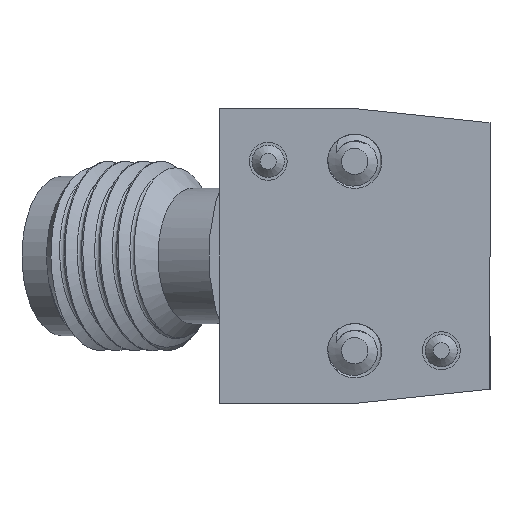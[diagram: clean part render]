
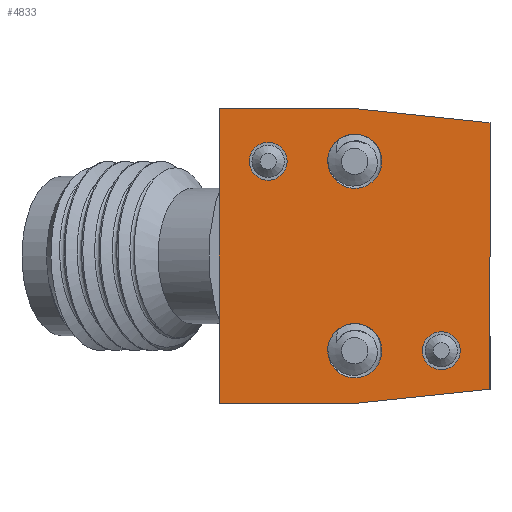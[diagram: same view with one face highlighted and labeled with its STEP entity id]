
A CAD part, front view. The second image highlights one B-rep face of the part: STEP entity #4833.
In plain terms, the highlighted planar face has unit normal (0, -1, 0).
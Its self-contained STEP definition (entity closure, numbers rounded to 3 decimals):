
#17 = DIRECTION ( 'NONE',  ( 0., 0., 1. ) ) ;
#37 = AXIS2_PLACEMENT_3D ( 'NONE', #3817, #6502, #458 ) ;
#179 = VECTOR ( 'NONE', #502, 1000. ) ;
#240 = EDGE_LOOP ( 'NONE', ( #3994 ) ) ;
#353 = AXIS2_PLACEMENT_3D ( 'NONE', #8367, #1009, #3703 ) ;
#411 = LINE ( 'NONE', #7774, #2417 ) ;
#457 = DIRECTION ( 'NONE',  ( 0., 1., 0. ) ) ;
#458 = DIRECTION ( 'NONE',  ( 0., 0., 1. ) ) ;
#484 = CARTESIAN_POINT ( 'NONE',  ( -3.2, 0., 4.2 ) ) ;
#502 = DIRECTION ( 'NONE',  ( 0., 0., -1. ) ) ;
#772 = VERTEX_POINT ( 'NONE', #5599 ) ;
#865 = ORIENTED_EDGE ( 'NONE', *, *, #5855, .T. ) ;
#1009 = DIRECTION ( 'NONE',  ( 0., -1., 0. ) ) ;
#1017 = EDGE_CURVE ( 'NONE', #6293, #2500, #1813, .T. ) ;
#1036 = FACE_BOUND ( 'NONE', #4461, .T. ) ;
#1086 = FACE_BOUND ( 'NONE', #240, .T. ) ;
#1125 = PLANE ( 'NONE',  #37 ) ;
#1147 = VERTEX_POINT ( 'NONE', #6443 ) ;
#1476 = EDGE_CURVE ( 'NONE', #772, #6293, #411, .T. ) ;
#1640 = CARTESIAN_POINT ( 'NONE',  ( 0., 0., 2.5 ) ) ;
#1685 = CARTESIAN_POINT ( 'NONE',  ( 3.2, 0., -2.8 ) ) ;
#1798 = EDGE_LOOP ( 'NONE', ( #2019, #4481, #2886, #7507, #4305, #6444 ) ) ;
#1813 = LINE ( 'NONE', #3654, #3739 ) ;
#1898 = AXIS2_PLACEMENT_3D ( 'NONE', #3288, #4204, #5478 ) ;
#2019 = ORIENTED_EDGE ( 'NONE', *, *, #6157, .F. ) ;
#2417 = VECTOR ( 'NONE', #5660, 1000. ) ;
#2500 = VERTEX_POINT ( 'NONE', #2607 ) ;
#2507 = ORIENTED_EDGE ( 'NONE', *, *, #8066, .T. ) ;
#2600 = AXIS2_PLACEMENT_3D ( 'NONE', #6804, #5449, #17 ) ;
#2607 = CARTESIAN_POINT ( 'NONE',  ( 0., 0., 5.45 ) ) ;
#2886 = ORIENTED_EDGE ( 'NONE', *, *, #4808, .F. ) ;
#3100 = CARTESIAN_POINT ( 'NONE',  ( 5., 0., 4.924 ) ) ;
#3152 = CARTESIAN_POINT ( 'NONE',  ( 5., 0., -4.924 ) ) ;
#3288 = CARTESIAN_POINT ( 'NONE',  ( 0., 0., -3.5 ) ) ;
#3435 = EDGE_LOOP ( 'NONE', ( #5033 ) ) ;
#3564 = VECTOR ( 'NONE', #7149, 1000. ) ;
#3654 = CARTESIAN_POINT ( 'NONE',  ( 0., 0., 5.45 ) ) ;
#3703 = DIRECTION ( 'NONE',  ( 0., 0., -1. ) ) ;
#3739 = VECTOR ( 'NONE', #6345, 1000. ) ;
#3817 = CARTESIAN_POINT ( 'NONE',  ( 0., 0., 0. ) ) ;
#3994 = ORIENTED_EDGE ( 'NONE', *, *, #5813, .F. ) ;
#4204 = DIRECTION ( 'NONE',  ( 0., -1., 0. ) ) ;
#4278 = VERTEX_POINT ( 'NONE', #1640 ) ;
#4305 = ORIENTED_EDGE ( 'NONE', *, *, #1017, .F. ) ;
#4431 = CIRCLE ( 'NONE', #2600, 0.7 ) ;
#4434 = FACE_BOUND ( 'NONE', #6872, .T. ) ;
#4445 = VERTEX_POINT ( 'NONE', #6577 ) ;
#4461 = EDGE_LOOP ( 'NONE', ( #865 ) ) ;
#4476 = FACE_OUTER_BOUND ( 'NONE', #1798, .T. ) ;
#4481 = ORIENTED_EDGE ( 'NONE', *, *, #4626, .F. ) ;
#4497 = EDGE_CURVE ( 'NONE', #2500, #4445, #7898, .T. ) ;
#4499 = VERTEX_POINT ( 'NONE', #484 ) ;
#4529 = VERTEX_POINT ( 'NONE', #6493 ) ;
#4626 = EDGE_CURVE ( 'NONE', #7653, #4529, #6924, .T. ) ;
#4701 = AXIS2_PLACEMENT_3D ( 'NONE', #7324, #457, #8522 ) ;
#4702 = CIRCLE ( 'NONE', #353, 1. ) ;
#4808 = EDGE_CURVE ( 'NONE', #4445, #7653, #6549, .T. ) ;
#4833 = ADVANCED_FACE ( 'NONE', ( #1036, #4434, #7118, #4476, #1086 ), #1125, .F. ) ;
#4835 = CIRCLE ( 'NONE', #1898, 1. ) ;
#5033 = ORIENTED_EDGE ( 'NONE', *, *, #7638, .F. ) ;
#5230 = CARTESIAN_POINT ( 'NONE',  ( -5., 0., 5.45 ) ) ;
#5449 = DIRECTION ( 'NONE',  ( 0., 1., 0. ) ) ;
#5478 = DIRECTION ( 'NONE',  ( 0., 0., -1. ) ) ;
#5578 = CARTESIAN_POINT ( 'NONE',  ( 0., 0., -5.45 ) ) ;
#5599 = CARTESIAN_POINT ( 'NONE',  ( -5., 0., -5.45 ) ) ;
#5660 = DIRECTION ( 'NONE',  ( 0., 0., 1. ) ) ;
#5813 = EDGE_CURVE ( 'NONE', #4278, #4278, #4702, .T. ) ;
#5855 = EDGE_CURVE ( 'NONE', #6861, #6861, #4431, .T. ) ;
#6157 = EDGE_CURVE ( 'NONE', #4529, #772, #7206, .T. ) ;
#6293 = VERTEX_POINT ( 'NONE', #5230 ) ;
#6345 = DIRECTION ( 'NONE',  ( 1., 0., 0. ) ) ;
#6385 = VECTOR ( 'NONE', #6840, 1000. ) ;
#6443 = CARTESIAN_POINT ( 'NONE',  ( 0., 0., -4.5 ) ) ;
#6444 = ORIENTED_EDGE ( 'NONE', *, *, #1476, .F. ) ;
#6493 = CARTESIAN_POINT ( 'NONE',  ( 0., 0., -5.45 ) ) ;
#6502 = DIRECTION ( 'NONE',  ( 0., 1., 0. ) ) ;
#6549 = LINE ( 'NONE', #3152, #179 ) ;
#6577 = CARTESIAN_POINT ( 'NONE',  ( 5., 0., 4.924 ) ) ;
#6804 = CARTESIAN_POINT ( 'NONE',  ( 3.2, 0., -3.5 ) ) ;
#6840 = DIRECTION ( 'NONE',  ( -0.995, 0., -0.105 ) ) ;
#6861 = VERTEX_POINT ( 'NONE', #1685 ) ;
#6872 = EDGE_LOOP ( 'NONE', ( #2507 ) ) ;
#6880 = CARTESIAN_POINT ( 'NONE',  ( 5., 0., -4.924 ) ) ;
#6924 = LINE ( 'NONE', #5578, #6385 ) ;
#7118 = FACE_BOUND ( 'NONE', #3435, .T. ) ;
#7123 = DIRECTION ( 'NONE',  ( -1., 0., 0. ) ) ;
#7149 = DIRECTION ( 'NONE',  ( 0.995, 0., -0.105 ) ) ;
#7206 = LINE ( 'NONE', #8001, #7663 ) ;
#7324 = CARTESIAN_POINT ( 'NONE',  ( -3.2, 0., 3.5 ) ) ;
#7507 = ORIENTED_EDGE ( 'NONE', *, *, #4497, .F. ) ;
#7638 = EDGE_CURVE ( 'NONE', #1147, #1147, #4835, .T. ) ;
#7653 = VERTEX_POINT ( 'NONE', #6880 ) ;
#7663 = VECTOR ( 'NONE', #7123, 1000. ) ;
#7774 = CARTESIAN_POINT ( 'NONE',  ( -5., 0., -5.45 ) ) ;
#7898 = LINE ( 'NONE', #3100, #3564 ) ;
#8001 = CARTESIAN_POINT ( 'NONE',  ( 0., 0., -5.45 ) ) ;
#8066 = EDGE_CURVE ( 'NONE', #4499, #4499, #8645, .T. ) ;
#8367 = CARTESIAN_POINT ( 'NONE',  ( 0., 0., 3.5 ) ) ;
#8522 = DIRECTION ( 'NONE',  ( 0., 0., 1. ) ) ;
#8645 = CIRCLE ( 'NONE', #4701, 0.7 ) ;
